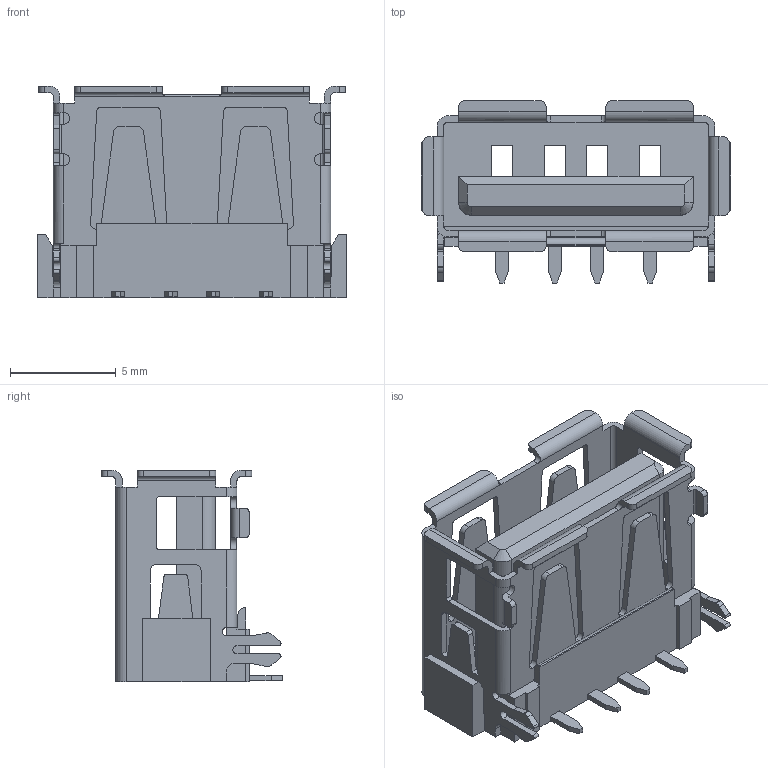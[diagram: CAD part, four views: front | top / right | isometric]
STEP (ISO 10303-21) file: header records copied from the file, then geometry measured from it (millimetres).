
FILE_DESCRIPTION(('STEP AP214'),'1');
FILE_NAME('xb-u221-04xn-3bu06-x5.stp','2024-12-04T05:06:41',('TraceParts'),('TraceParts S.A.'),'Spatial InterOp 3D',' ',' ');
FILE_SCHEMA(('AUTOMOTIVE_DESIGN { 1 0 10303 214 1 1 1 1 }'));
Length unit declared in the file: millimetre
Products named in the file (1): xb-u221-04xn-3bu06-x5
Bounding box: 14.6 x 8.59 x 10 mm (x, y, z)
Volume: 334.5 mm3; surface area: 1145.9 mm2
Topology: 1 solids, 1 shells, 1039 faces, 3024 edges, 2003 vertices
Faces by surface type: plane 852, cylinder 183, extrusion 2, cone 2
Entity records: 34061 total; most frequent: CARTESIAN_POINT 6215, ORIENTED_EDGE 6048, DIRECTION 5437, EDGE_CURVE 3024, VECTOR 2653, LINE 2651, VERTEX_POINT 2003, AXIS2_PLACEMENT_3D 1392
